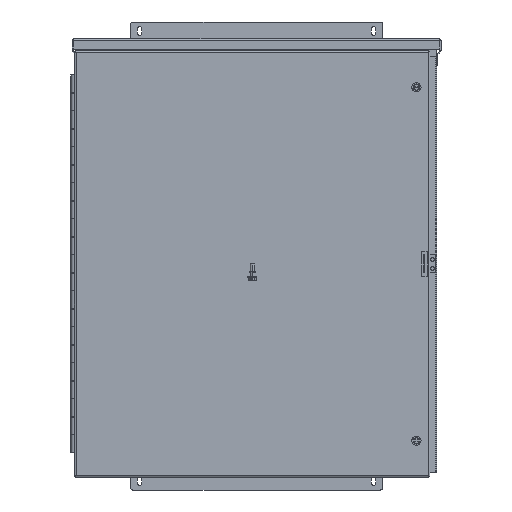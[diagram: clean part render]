
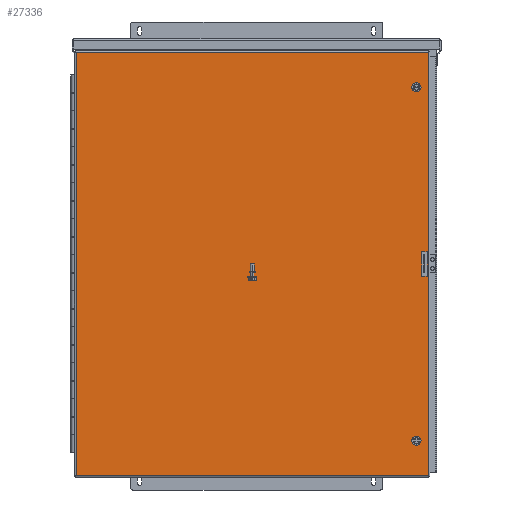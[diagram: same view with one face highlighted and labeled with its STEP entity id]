
A CAD part, front view. The second image highlights one B-rep face of the part: STEP entity #27336.
In plain terms, the highlighted planar face has unit normal (0, -1, 0).
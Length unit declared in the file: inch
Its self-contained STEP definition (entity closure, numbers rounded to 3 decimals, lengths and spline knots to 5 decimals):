
#902 = CARTESIAN_POINT ( 'NONE',  ( -10.033, -8.157, -12.1995 ) ) ;
#978 = CARTESIAN_POINT ( 'NONE',  ( 9.47425, -8.157, 0.2445 ) ) ;
#1234 = AXIS2_PLACEMENT_3D ( 'NONE', #10683, #15404, #21830 ) ;
#1266 = ORIENTED_EDGE ( 'NONE', *, *, #14950, .T. ) ;
#1538 = CIRCLE ( 'NONE', #19827, 0.133 ) ;
#1642 = ORIENTED_EDGE ( 'NONE', *, *, #20304, .T. ) ;
#1720 = DIRECTION ( 'NONE',  ( -1., 0., 0. ) ) ;
#1739 = LINE ( 'NONE', #6047, #15833 ) ;
#2048 = VECTOR ( 'NONE', #15565, 39.37008 ) ;
#2057 = CARTESIAN_POINT ( 'NONE',  ( 9.014, -8.157, -10.2555 ) ) ;
#2455 = CARTESIAN_POINT ( 'NONE',  ( 9.47425, -8.157, -1.1305 ) ) ;
#2516 = DIRECTION ( 'NONE',  ( 1., 0., 0. ) ) ;
#2860 = EDGE_CURVE ( 'NONE', #19448, #12215, #3722, .T. ) ;
#3060 = EDGE_LOOP ( 'NONE', ( #1266, #1642, #26773, #17183 ) ) ;
#3339 = VERTEX_POINT ( 'NONE', #9689 ) ;
#3365 = CARTESIAN_POINT ( 'NONE',  ( 9.16175, -8.157, -1.1305 ) ) ;
#3571 = ORIENTED_EDGE ( 'NONE', *, *, #21332, .T. ) ;
#3722 = CIRCLE ( 'NONE', #10428, 0.133 ) ;
#3954 = VERTEX_POINT ( 'NONE', #16921 ) ;
#3965 = FACE_BOUND ( 'NONE', #3060, .T. ) ;
#3974 = CARTESIAN_POINT ( 'NONE',  ( 8.881, -8.157, 9.3695 ) ) ;
#4019 = CARTESIAN_POINT ( 'NONE',  ( 9.545, -8.157, 11.3135 ) ) ;
#4086 = PLANE ( 'NONE',  #21306 ) ;
#4376 = EDGE_CURVE ( 'NONE', #26589, #8850, #12693, .T. ) ;
#4482 = EDGE_CURVE ( 'NONE', #5730, #3954, #11267, .T. ) ;
#4719 = DIRECTION ( 'NONE',  ( 1., 0., 0. ) ) ;
#5175 = ORIENTED_EDGE ( 'NONE', *, *, #4376, .T. ) ;
#5245 = ORIENTED_EDGE ( 'NONE', *, *, #25861, .T. ) ;
#5654 = CIRCLE ( 'NONE', #1234, 0.133 ) ;
#5730 = VERTEX_POINT ( 'NONE', #22169 ) ;
#5991 = ORIENTED_EDGE ( 'NONE', *, *, #2860, .T. ) ;
#6047 = CARTESIAN_POINT ( 'NONE',  ( 9.545, -8.157, -12.1995 ) ) ;
#6063 = DIRECTION ( 'NONE',  ( 0., 1., 0. ) ) ;
#6117 = VERTEX_POINT ( 'NONE', #22534 ) ;
#6197 = FACE_OUTER_BOUND ( 'NONE', #6478, .T. ) ;
#6412 = CIRCLE ( 'NONE', #22030, 0.133 ) ;
#6478 = EDGE_LOOP ( 'NONE', ( #5175, #5245, #15175, #9750 ) ) ;
#6796 = EDGE_CURVE ( 'NONE', #6117, #27536, #25843, .T. ) ;
#7687 = DIRECTION ( 'NONE',  ( 0., 1., 0. ) ) ;
#8269 = LINE ( 'NONE', #3365, #24207 ) ;
#8711 = VECTOR ( 'NONE', #19129, 39.37008 ) ;
#8850 = VERTEX_POINT ( 'NONE', #15532 ) ;
#8965 = CARTESIAN_POINT ( 'NONE',  ( 9.545, -8.157, -12.1995 ) ) ;
#9191 = VERTEX_POINT ( 'NONE', #24033 ) ;
#9552 = VECTOR ( 'NONE', #19711, 39.37008 ) ;
#9689 = CARTESIAN_POINT ( 'NONE',  ( 8.748, -8.157, 9.3695 ) ) ;
#9750 = ORIENTED_EDGE ( 'NONE', *, *, #11421, .T. ) ;
#10392 = DIRECTION ( 'NONE',  ( 0., -1., 0. ) ) ;
#10428 = AXIS2_PLACEMENT_3D ( 'NONE', #12987, #11167, #2516 ) ;
#10683 = CARTESIAN_POINT ( 'NONE',  ( 8.881, -8.157, -10.2555 ) ) ;
#10894 = CARTESIAN_POINT ( 'NONE',  ( 9.545, -8.157, -12.1995 ) ) ;
#11167 = DIRECTION ( 'NONE',  ( 0., 1., 0. ) ) ;
#11189 = LINE ( 'NONE', #978, #9552 ) ;
#11267 = LINE ( 'NONE', #17426, #12278 ) ;
#11350 = LINE ( 'NONE', #21952, #16854 ) ;
#11421 = EDGE_CURVE ( 'NONE', #27536, #26589, #1739, .T. ) ;
#11447 = CARTESIAN_POINT ( 'NONE',  ( 8.748, -8.157, -10.2555 ) ) ;
#11505 = EDGE_LOOP ( 'NONE', ( #13657, #3571 ) ) ;
#12215 = VERTEX_POINT ( 'NONE', #11447 ) ;
#12278 = VECTOR ( 'NONE', #15592, 39.37008 ) ;
#12393 = VERTEX_POINT ( 'NONE', #2455 ) ;
#12693 = LINE ( 'NONE', #4019, #8711 ) ;
#12987 = CARTESIAN_POINT ( 'NONE',  ( 8.881, -8.157, -10.2555 ) ) ;
#13600 = LINE ( 'NONE', #902, #2048 ) ;
#13657 = ORIENTED_EDGE ( 'NONE', *, *, #22885, .T. ) ;
#14842 = EDGE_CURVE ( 'NONE', #12215, #19448, #5654, .T. ) ;
#14843 = DIRECTION ( 'NONE',  ( 0., 0., 1. ) ) ;
#14950 = EDGE_CURVE ( 'NONE', #23261, #12393, #11350, .T. ) ;
#15175 = ORIENTED_EDGE ( 'NONE', *, *, #6796, .T. ) ;
#15404 = DIRECTION ( 'NONE',  ( 0., 1., 0. ) ) ;
#15532 = CARTESIAN_POINT ( 'NONE',  ( -10.033, -8.157, 11.3135 ) ) ;
#15565 = DIRECTION ( 'NONE',  ( 0., 0., -1. ) ) ;
#15592 = DIRECTION ( 'NONE',  ( 0., 0., 1. ) ) ;
#15833 = VECTOR ( 'NONE', #14843, 39.37008 ) ;
#16066 = DIRECTION ( 'NONE',  ( 0., 0., -1. ) ) ;
#16854 = VECTOR ( 'NONE', #16066, 39.37008 ) ;
#16921 = CARTESIAN_POINT ( 'NONE',  ( 9.16175, -8.157, 0.2445 ) ) ;
#17183 = ORIENTED_EDGE ( 'NONE', *, *, #23191, .T. ) ;
#17239 = CARTESIAN_POINT ( 'NONE',  ( 9.545, -8.157, -12.1995 ) ) ;
#17426 = CARTESIAN_POINT ( 'NONE',  ( 9.16175, -8.157, 0.2445 ) ) ;
#17542 = VECTOR ( 'NONE', #4719, 39.37008 ) ;
#19129 = DIRECTION ( 'NONE',  ( -1., 0., 0. ) ) ;
#19332 = FACE_BOUND ( 'NONE', #24319, .T. ) ;
#19448 = VERTEX_POINT ( 'NONE', #2057 ) ;
#19711 = DIRECTION ( 'NONE',  ( 1., 0., 0. ) ) ;
#19827 = AXIS2_PLACEMENT_3D ( 'NONE', #3974, #6063, #26867 ) ;
#20304 = EDGE_CURVE ( 'NONE', #12393, #5730, #8269, .T. ) ;
#20863 = DIRECTION ( 'NONE',  ( 1., 0., 0. ) ) ;
#20929 = ORIENTED_EDGE ( 'NONE', *, *, #14842, .T. ) ;
#21306 = AXIS2_PLACEMENT_3D ( 'NONE', #17239, #10392, #23384 ) ;
#21332 = EDGE_CURVE ( 'NONE', #3339, #9191, #1538, .T. ) ;
#21830 = DIRECTION ( 'NONE',  ( 1., 0., 0. ) ) ;
#21952 = CARTESIAN_POINT ( 'NONE',  ( 9.47425, -8.157, -1.1305 ) ) ;
#22030 = AXIS2_PLACEMENT_3D ( 'NONE', #22525, #7687, #20863 ) ;
#22169 = CARTESIAN_POINT ( 'NONE',  ( 9.16175, -8.157, -1.1305 ) ) ;
#22525 = CARTESIAN_POINT ( 'NONE',  ( 8.881, -8.157, 9.3695 ) ) ;
#22534 = CARTESIAN_POINT ( 'NONE',  ( -10.033, -8.157, -12.1995 ) ) ;
#22885 = EDGE_CURVE ( 'NONE', #9191, #3339, #6412, .T. ) ;
#23191 = EDGE_CURVE ( 'NONE', #3954, #23261, #11189, .T. ) ;
#23261 = VERTEX_POINT ( 'NONE', #25006 ) ;
#23384 = DIRECTION ( 'NONE',  ( 1., 0., 0. ) ) ;
#24033 = CARTESIAN_POINT ( 'NONE',  ( 9.014, -8.157, 9.3695 ) ) ;
#24207 = VECTOR ( 'NONE', #1720, 39.37008 ) ;
#24319 = EDGE_LOOP ( 'NONE', ( #5991, #20929 ) ) ;
#25006 = CARTESIAN_POINT ( 'NONE',  ( 9.47425, -8.157, 0.2445 ) ) ;
#25210 = FACE_BOUND ( 'NONE', #11505, .T. ) ;
#25314 = CARTESIAN_POINT ( 'NONE',  ( 9.545, -8.157, 11.3135 ) ) ;
#25843 = LINE ( 'NONE', #10894, #17542 ) ;
#25861 = EDGE_CURVE ( 'NONE', #8850, #6117, #13600, .T. ) ;
#26589 = VERTEX_POINT ( 'NONE', #25314 ) ;
#26773 = ORIENTED_EDGE ( 'NONE', *, *, #4482, .T. ) ;
#26867 = DIRECTION ( 'NONE',  ( 1., 0., 0. ) ) ;
#27336 = ADVANCED_FACE ( 'NONE', ( #6197, #25210, #3965, #19332 ), #4086, .T. ) ;
#27536 = VERTEX_POINT ( 'NONE', #8965 ) ;
